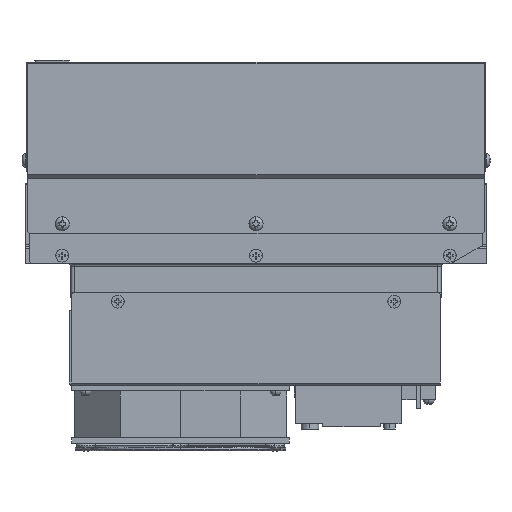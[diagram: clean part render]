
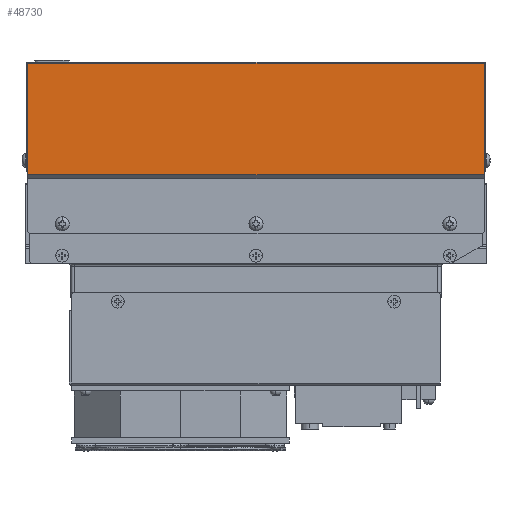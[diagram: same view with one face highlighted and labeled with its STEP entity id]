
A CAD part, left-side view. The second image highlights one B-rep face of the part: STEP entity #48730.
In plain terms, the highlighted planar face has unit normal (-1, 0, 0).
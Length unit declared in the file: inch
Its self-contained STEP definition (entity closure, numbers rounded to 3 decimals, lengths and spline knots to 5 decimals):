
#5508 = VECTOR ( 'NONE', #43676, 39.37008 ) ;
#9611 = CARTESIAN_POINT ( 'NONE',  ( -1.94039, -14.0104, 6.91973 ) ) ;
#12556 = CARTESIAN_POINT ( 'NONE',  ( -1.94039, -3.5944, 6.91973 ) ) ;
#17358 = DIRECTION ( 'NONE',  ( 0., 1., 0. ) ) ;
#20983 = PLANE ( 'NONE',  #91425 ) ;
#26697 = CARTESIAN_POINT ( 'NONE',  ( -1.94039, -13.5144, 5.51623 ) ) ;
#27953 = LINE ( 'NONE', #50094, #53280 ) ;
#34083 = ORIENTED_EDGE ( 'NONE', *, *, #63067, .T. ) ;
#34619 = DIRECTION ( 'NONE',  ( 0., 1., 0. ) ) ;
#36472 = DIRECTION ( 'NONE',  ( -1., 0., 0. ) ) ;
#38198 = VERTEX_POINT ( 'NONE', #12556 ) ;
#39070 = EDGE_CURVE ( 'NONE', #66789, #53170, #27953, .T. ) ;
#39504 = CARTESIAN_POINT ( 'NONE',  ( -1.94039, -13.5144, 6.91973 ) ) ;
#42162 = DIRECTION ( 'NONE',  ( 0., 0., 1. ) ) ;
#43676 = DIRECTION ( 'NONE',  ( 0., 0., -1. ) ) ;
#44282 = CARTESIAN_POINT ( 'NONE',  ( -1.94039, -13.5144, 9.33973 ) ) ;
#45218 = EDGE_CURVE ( 'NONE', #53170, #38198, #69308, .T. ) ;
#46803 = VERTEX_POINT ( 'NONE', #39504 ) ;
#48730 = ADVANCED_FACE ( 'NONE', ( #62731 ), #20983, .T. ) ;
#50094 = CARTESIAN_POINT ( 'NONE',  ( -1.94039, -14.0104, 9.33973 ) ) ;
#51766 = EDGE_CURVE ( 'NONE', #46803, #38198, #62439, .T. ) ;
#53170 = VERTEX_POINT ( 'NONE', #88928 ) ;
#53280 = VECTOR ( 'NONE', #34619, 39.37008 ) ;
#54773 = VECTOR ( 'NONE', #42162, 39.37008 ) ;
#59325 = CARTESIAN_POINT ( 'NONE',  ( -1.94039, -14.0104, 6.79873 ) ) ;
#60012 = VECTOR ( 'NONE', #17358, 39.37008 ) ;
#62439 = LINE ( 'NONE', #9611, #60012 ) ;
#62731 = FACE_OUTER_BOUND ( 'NONE', #97333, .T. ) ;
#63067 = EDGE_CURVE ( 'NONE', #46803, #66789, #77590, .T. ) ;
#66789 = VERTEX_POINT ( 'NONE', #44282 ) ;
#66974 = ORIENTED_EDGE ( 'NONE', *, *, #45218, .T. ) ;
#69308 = LINE ( 'NONE', #97483, #5508 ) ;
#69536 = ORIENTED_EDGE ( 'NONE', *, *, #51766, .F. ) ;
#74564 = ORIENTED_EDGE ( 'NONE', *, *, #39070, .T. ) ;
#77590 = LINE ( 'NONE', #26697, #54773 ) ;
#88928 = CARTESIAN_POINT ( 'NONE',  ( -1.94039, -3.5944, 9.33973 ) ) ;
#90252 = DIRECTION ( 'NONE',  ( 0., 0., 1. ) ) ;
#91425 = AXIS2_PLACEMENT_3D ( 'NONE', #59325, #36472, #90252 ) ;
#97333 = EDGE_LOOP ( 'NONE', ( #69536, #34083, #74564, #66974 ) ) ;
#97483 = CARTESIAN_POINT ( 'NONE',  ( -1.94039, -3.5944, 9.55323 ) ) ;
